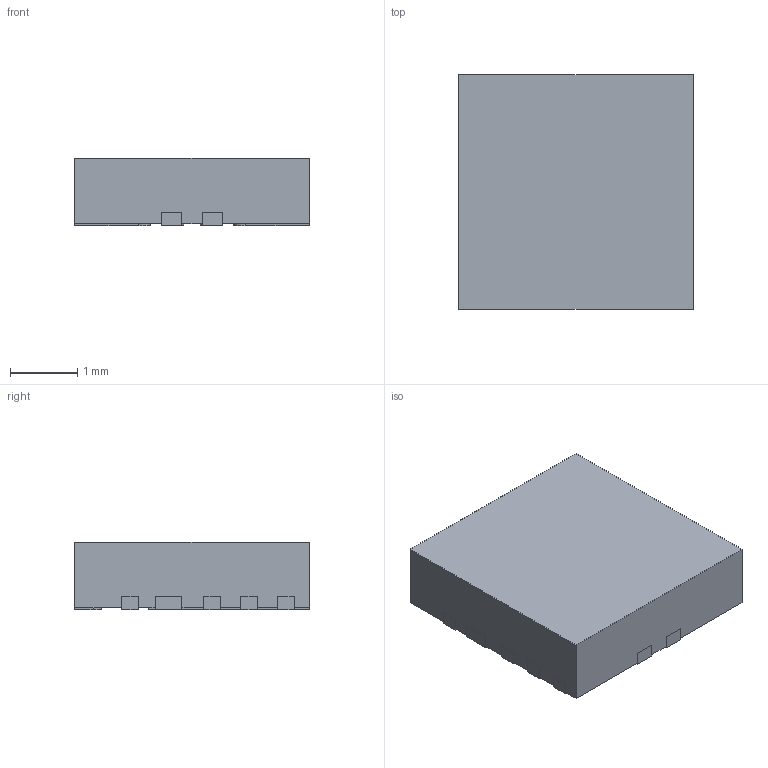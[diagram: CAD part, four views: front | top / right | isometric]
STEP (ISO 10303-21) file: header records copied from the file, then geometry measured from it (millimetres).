
FILE_DESCRIPTION((''),'2;1');
FILE_NAME('RNN0018A_ASM','2017-12-12T14:17:57',('a0412086'),(''),'CREO PARAMETRIC BY PTC INC, 2017260','CREO PARAMETRIC BY PTC INC, 2017260','');
FILE_SCHEMA(('AUTOMOTIVE_DESIGN { 1 0 10303 214 1 1 1 1 }'));
Length unit declared in the file: millimetre
Products named in the file (4): FRAME-RNN0018A; BODY-QFN; PIN1-ID; RNN0018A_ASM
Assembly tree (3 placements, depth 2):
  RNN0018A_ASM
    FRAME-RNN0018A
    BODY-QFN
    PIN1-ID
Bounding box: 3.5 x 3.5 x 1 mm (x, y, z)
Volume: 12.1 mm3; surface area: 60.3 mm2
Topology: 19 solids, 19 shells, 186 faces, 444 edges, 296 vertices
Faces by surface type: plane 172, cylinder 14
Entity records: 7252 total; most frequent: CARTESIAN_POINT 976, DIRECTION 910, ORIENTED_EDGE 888, PRESENTATION_STYLE_ASSIGNMENT 481, STYLED_ITEM 463, CURVE_STYLE 444, EDGE_CURVE 444, VECTOR 416
